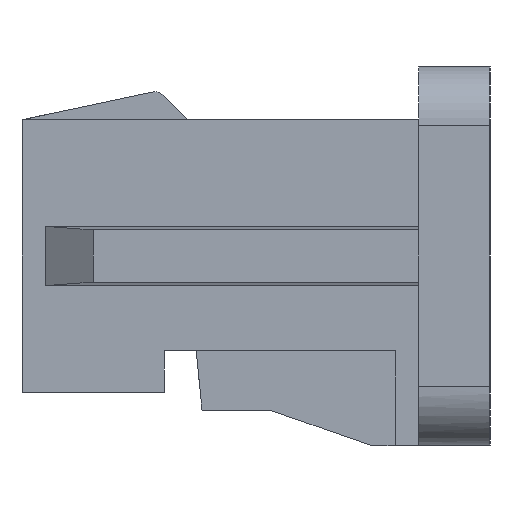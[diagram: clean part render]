
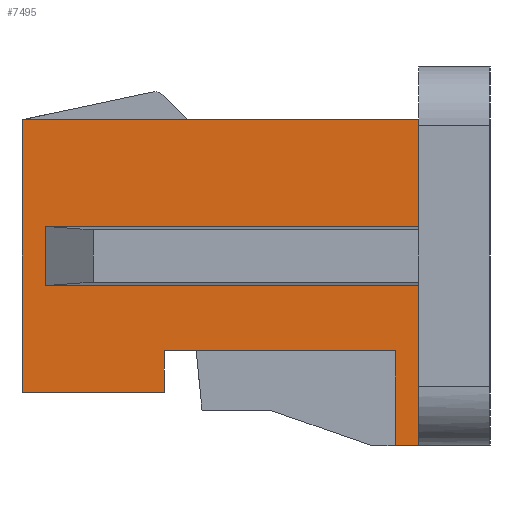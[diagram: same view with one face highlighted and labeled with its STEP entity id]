
A CAD part, left-side view. The second image highlights one B-rep face of the part: STEP entity #7495.
In plain terms, the highlighted planar face has unit normal (-1, 0, 0).
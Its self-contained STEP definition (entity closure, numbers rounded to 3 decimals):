
#949=CARTESIAN_POINT('',(-3.892,0.588,-1.567));
#950=VERTEX_POINT('',#949);
#957=CARTESIAN_POINT('',(-3.892,0.783,-1.567));
#958=VERTEX_POINT('',#957);
#959=CARTESIAN_POINT('',(-3.892,0.588,-1.567));
#960=DIRECTION('',(0.,1.,0.));
#961=VECTOR('',#960,0.196);
#962=LINE('',#959,#961);
#963=EDGE_CURVE('',#950,#958,#962,.T.);
#1674=CARTESIAN_POINT('',(-3.892,0.588,1.126));
#1675=VERTEX_POINT('',#1674);
#1682=CARTESIAN_POINT('',(-3.892,3.868,1.126));
#1683=VERTEX_POINT('',#1682);
#1684=CARTESIAN_POINT('',(-3.892,0.588,1.126));
#1685=DIRECTION('',(0.,1.,0.));
#1686=VECTOR('',#1685,3.28);
#1687=LINE('',#1684,#1686);
#1688=EDGE_CURVE('',#1675,#1683,#1687,.T.);
#2051=CARTESIAN_POINT('',(-3.892,3.868,-1.126));
#2052=VERTEX_POINT('',#2051);
#2059=CARTESIAN_POINT('',(-3.892,3.868,-1.126));
#2060=DIRECTION('',(0.,0.,1.));
#2061=VECTOR('',#2060,2.252);
#2062=LINE('',#2059,#2061);
#2063=EDGE_CURVE('',#2052,#1683,#2062,.T.);
#2955=CARTESIAN_POINT('',(-3.892,2.693,-1.126));
#2956=VERTEX_POINT('',#2955);
#2957=CARTESIAN_POINT('',(-3.892,3.868,-1.126));
#2958=DIRECTION('',(0.,-1.,0.));
#2959=VECTOR('',#2958,1.175);
#2960=LINE('',#2957,#2959);
#2961=EDGE_CURVE('',#2052,#2956,#2960,.T.);
#7376=CARTESIAN_POINT('',(-3.892,0.783,-0.783));
#7377=VERTEX_POINT('',#7376);
#7384=CARTESIAN_POINT('',(-3.892,0.783,-0.783));
#7385=DIRECTION('',(0.,0.,-1.));
#7386=VECTOR('',#7385,0.783);
#7387=LINE('',#7384,#7386);
#7388=EDGE_CURVE('',#7377,#958,#7387,.T.);
#7408=CARTESIAN_POINT('',(-3.892,2.693,-0.783));
#7409=VERTEX_POINT('',#7408);
#7416=CARTESIAN_POINT('',(-3.892,2.693,-0.783));
#7417=DIRECTION('',(0.,-1.,0.));
#7418=VECTOR('',#7417,1.909);
#7419=LINE('',#7416,#7418);
#7420=EDGE_CURVE('',#7409,#7377,#7419,.T.);
#7433=CARTESIAN_POINT('',(-3.892,2.693,-1.126));
#7434=DIRECTION('',(0.,0.,1.));
#7435=VECTOR('',#7434,0.343);
#7436=LINE('',#7433,#7435);
#7437=EDGE_CURVE('',#2956,#7409,#7436,.T.);
#7443=CARTESIAN_POINT('',(-3.892,2.228,-0.22));
#7444=DIRECTION('',(0.,0.,-1.));
#7445=DIRECTION('',(1.,-0.,0.));
#7446=AXIS2_PLACEMENT_3D('',#7443,#7445,#7444);
#7447=PLANE('',#7446);
#7448=ORIENTED_EDGE('',*,*,#7437,.F.);
#7449=ORIENTED_EDGE('',*,*,#2961,.F.);
#7450=ORIENTED_EDGE('',*,*,#2063,.T.);
#7451=ORIENTED_EDGE('',*,*,#1688,.F.);
#7452=CARTESIAN_POINT('',(-3.892,0.588,0.245));
#7453=VERTEX_POINT('',#7452);
#7454=CARTESIAN_POINT('',(-3.892,0.588,1.126));
#7455=DIRECTION('',(0.,0.,-1.));
#7456=VECTOR('',#7455,0.881);
#7457=LINE('',#7454,#7456);
#7458=EDGE_CURVE('',#1675,#7453,#7457,.T.);
#7459=ORIENTED_EDGE('',*,*,#7458,.T.);
#7460=CARTESIAN_POINT('',(-3.892,3.672,0.245));
#7461=VERTEX_POINT('',#7460);
#7462=CARTESIAN_POINT('',(-3.892,0.588,0.245));
#7463=DIRECTION('',(0.,1.,0.));
#7464=VECTOR('',#7463,3.085);
#7465=LINE('',#7462,#7464);
#7466=EDGE_CURVE('',#7453,#7461,#7465,.T.);
#7467=ORIENTED_EDGE('',*,*,#7466,.T.);
#7468=CARTESIAN_POINT('',(-3.892,3.672,-0.245));
#7469=VERTEX_POINT('',#7468);
#7470=CARTESIAN_POINT('',(-3.892,3.672,0.245));
#7471=DIRECTION('',(0.,0.,-1.));
#7472=VECTOR('',#7471,0.49);
#7473=LINE('',#7470,#7472);
#7474=EDGE_CURVE('',#7461,#7469,#7473,.T.);
#7475=ORIENTED_EDGE('',*,*,#7474,.T.);
#7476=CARTESIAN_POINT('',(-3.892,0.588,-0.245));
#7477=VERTEX_POINT('',#7476);
#7478=CARTESIAN_POINT('',(-3.892,3.672,-0.245));
#7479=DIRECTION('',(0.,-1.,0.));
#7480=VECTOR('',#7479,3.085);
#7481=LINE('',#7478,#7480);
#7482=EDGE_CURVE('',#7469,#7477,#7481,.T.);
#7483=ORIENTED_EDGE('',*,*,#7482,.T.);
#7484=CARTESIAN_POINT('',(-3.892,0.588,-0.245));
#7485=DIRECTION('',(0.,0.,-1.));
#7486=VECTOR('',#7485,1.322);
#7487=LINE('',#7484,#7486);
#7488=EDGE_CURVE('',#7477,#950,#7487,.T.);
#7489=ORIENTED_EDGE('',*,*,#7488,.T.);
#7490=ORIENTED_EDGE('',*,*,#963,.T.);
#7491=ORIENTED_EDGE('',*,*,#7388,.F.);
#7492=ORIENTED_EDGE('',*,*,#7420,.F.);
#7493=EDGE_LOOP('',(#7448,#7449,#7450,#7451,#7459,#7467,#7475,#7483,#7489,#7490,#7491,#7492));
#7494=FACE_OUTER_BOUND('',#7493,.F.);
#7495=ADVANCED_FACE('',(#7494),#7447,.F.);
